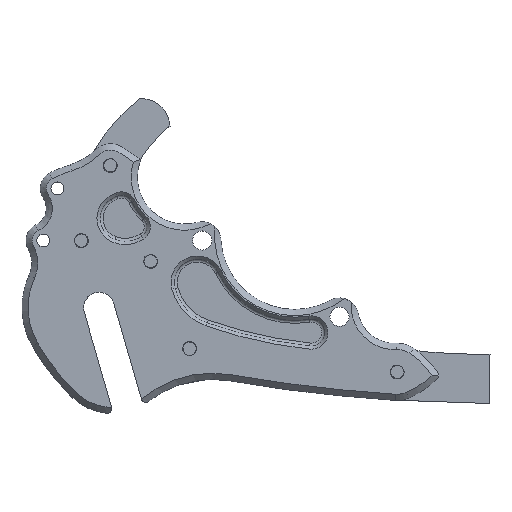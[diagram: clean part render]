
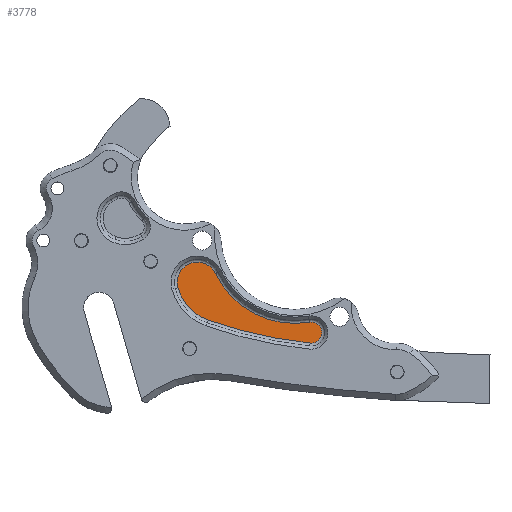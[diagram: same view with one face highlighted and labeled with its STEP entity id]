
A CAD part, top view. The second image highlights one B-rep face of the part: STEP entity #3778.
In plain terms, the highlighted planar face has unit normal (0, 0, 1).
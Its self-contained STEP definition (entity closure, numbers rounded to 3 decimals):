
#970 = CARTESIAN_POINT ( 'NONE',  ( 83.829, 134.219, -6. ) ) ;
#971 = DIRECTION ( 'NONE',  ( 0., 0., 1. ) ) ;
#972 = DIRECTION ( 'NONE',  ( 1., 0., 0. ) ) ;
#973 = CARTESIAN_POINT ( 'NONE',  ( 68.856, -8.073, -6. ) ) ;
#974 = DIRECTION ( 'NONE',  ( 0., 0., 1. ) ) ;
#975 = DIRECTION ( 'NONE',  ( 1., 0., 0. ) ) ;
#976 = CARTESIAN_POINT ( 'NONE',  ( 63.507, 23.417, -6. ) ) ;
#977 = DIRECTION ( 'NONE',  ( 0., 0., -1. ) ) ;
#978 = DIRECTION ( 'NONE',  ( 1., 0., 0. ) ) ;
#981 = CARTESIAN_POINT ( 'NONE',  ( 31.912, 8.218, -6. ) ) ;
#982 = DIRECTION ( 'NONE',  ( 0., 0., 1. ) ) ;
#983 = DIRECTION ( 'NONE',  ( 1., 0., 0. ) ) ;
#985 = CARTESIAN_POINT ( 'NONE',  ( 40.573, 10.589, -6. ) ) ;
#986 = DIRECTION ( 'NONE',  ( 0., 0., 1. ) ) ;
#987 = DIRECTION ( 'NONE',  ( 1., 0., 0. ) ) ;
#1324 = VERTEX_POINT ( 'NONE', #5901 ) ;
#1397 = VERTEX_POINT ( 'NONE', #5983 ) ;
#1409 = VERTEX_POINT ( 'NONE', #5995 ) ;
#1508 = VERTEX_POINT ( 'NONE', #2505 ) ;
#1519 = VERTEX_POINT ( 'NONE', #2516 ) ;
#1765 = AXIS2_PLACEMENT_3D ( 'NONE', #7255, #7259, #7260 ) ;
#1840 = AXIS2_PLACEMENT_3D ( 'NONE', #970, #971, #972 ) ;
#1841 = AXIS2_PLACEMENT_3D ( 'NONE', #973, #974, #975 ) ;
#1842 = AXIS2_PLACEMENT_3D ( 'NONE', #976, #977, #978 ) ;
#1843 = AXIS2_PLACEMENT_3D ( 'NONE', #981, #982, #983 ) ;
#1844 = AXIS2_PLACEMENT_3D ( 'NONE', #985, #986, #987 ) ;
#2505 = CARTESIAN_POINT ( 'NONE',  ( 68.498, -11.476, -6. ) ) ;
#2516 = CARTESIAN_POINT ( 'NONE',  ( 68.283, -4.7, -6. ) ) ;
#3778 = ADVANCED_FACE ( 'NONE', ( #8202 ), #7257, .T. ) ;
#5901 = CARTESIAN_POINT ( 'NONE',  ( 25.603, 6.49, -6. ) ) ;
#5983 = CARTESIAN_POINT ( 'NONE',  ( 35.447, -4.061, -6. ) ) ;
#5995 = CARTESIAN_POINT ( 'NONE',  ( 37.807, 11.054, -6. ) ) ;
#7019 = ORIENTED_EDGE ( 'NONE', *, *, #7487, .T. ) ;
#7020 = ORIENTED_EDGE ( 'NONE', *, *, #7488, .T. ) ;
#7021 = ORIENTED_EDGE ( 'NONE', *, *, #7489, .T. ) ;
#7022 = ORIENTED_EDGE ( 'NONE', *, *, #7490, .T. ) ;
#7023 = ORIENTED_EDGE ( 'NONE', *, *, #7491, .T. ) ;
#7140 = EDGE_LOOP ( 'NONE', ( #7019, #7020, #7021, #7022, #7023 ) ) ;
#7255 = CARTESIAN_POINT ( 'NONE',  ( 62.201, 72.404, -6. ) ) ;
#7257 = PLANE ( 'NONE',  #1765 ) ;
#7259 = DIRECTION ( 'NONE',  ( 0., 0., 1. ) ) ;
#7260 = DIRECTION ( 'NONE',  ( 1., 0., 0. ) ) ;
#7487 = EDGE_CURVE ( 'NONE', #1397, #1508, #8373, .T. ) ;
#7488 = EDGE_CURVE ( 'NONE', #1508, #1519, #8377, .T. ) ;
#7489 = EDGE_CURVE ( 'NONE', #1519, #1409, #8375, .T. ) ;
#7490 = EDGE_CURVE ( 'NONE', #1409, #1324, #8378, .T. ) ;
#7491 = EDGE_CURVE ( 'NONE', #1324, #1397, #8379, .T. ) ;
#8202 = FACE_OUTER_BOUND ( 'NONE', #7140, .T. ) ;
#8373 = CIRCLE ( 'NONE', #1840, 146.5 ) ;
#8375 = CIRCLE ( 'NONE', #1842, 28.519 ) ;
#8377 = CIRCLE ( 'NONE', #1841, 3.422 ) ;
#8378 = CIRCLE ( 'NONE', #1843, 6.542 ) ;
#8379 = CIRCLE ( 'NONE', #1844, 15.521 ) ;
